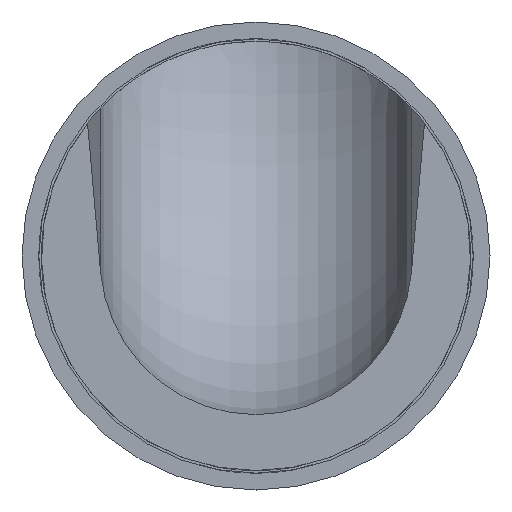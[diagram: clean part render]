
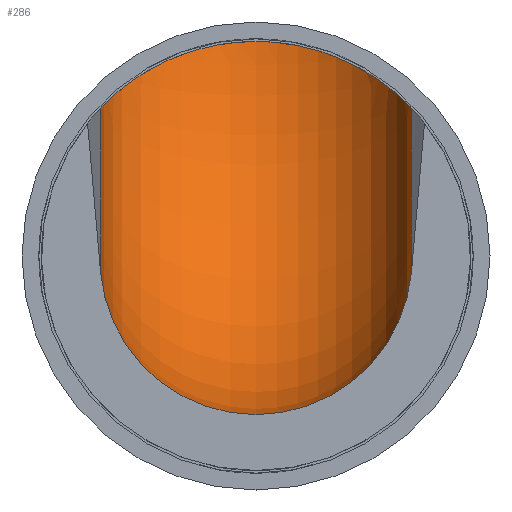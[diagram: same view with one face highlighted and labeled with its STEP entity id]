
A CAD part, front view. The second image highlights one B-rep face of the part: STEP entity #286.
In plain terms, the highlighted toroidal (fillet/blend) face has major radius 0.996 mm and minor radius 0.6 mm.
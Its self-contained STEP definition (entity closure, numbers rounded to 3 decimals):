
#112 = CARTESIAN_POINT ( 'NONE',  ( 0., -25.58, -0.01 ) ) ;
#157 = CIRCLE ( 'NONE', #3641, 0.6 ) ;
#270 = CARTESIAN_POINT ( 'NONE',  ( 0.598, -25.58, 0.986 ) ) ;
#286 = ADVANCED_FACE ( 'Defeature ausgef�hrt2_20', ( #2898 ), #2682, .F. ) ;
#325 = CARTESIAN_POINT ( 'NONE',  ( -0.598, -24.618, 0.569 ) ) ;
#354 = ORIENTED_EDGE ( 'NONE', *, *, #1278, .F. ) ;
#386 = CIRCLE ( 'NONE', #779, 1.048 ) ;
#395 = CARTESIAN_POINT ( 'NONE',  ( 0., -25.58, 0.986 ) ) ;
#477 = B_SPLINE_CURVE_WITH_KNOTS ( 'NONE', 3,
 ( #2445, #3985, #2130, #3701, #586, #3389, #3374, #325 ),
 .UNSPECIFIED., .F., .F.,
 ( 4, 2, 2, 4 ),
 ( 0.001, 0.001, 0.001, 0.002 ),
 .UNSPECIFIED. ) ;
#586 = CARTESIAN_POINT ( 'NONE',  ( -0.372, -24.129, 0.739 ) ) ;
#752 = DIRECTION ( 'NONE',  ( 0., -1., 0. ) ) ;
#779 = AXIS2_PLACEMENT_3D ( 'NONE', #2927, #2352, #1138 ) ;
#872 = CARTESIAN_POINT ( 'NONE',  ( 0.598, -24.618, 0.569 ) ) ;
#1138 = DIRECTION ( 'NONE',  ( 0., 0., -1. ) ) ;
#1155 = DIRECTION ( 'NONE',  ( 0., -1., 0. ) ) ;
#1176 = CARTESIAN_POINT ( 'NONE',  ( 0.524, -24.301, 0.648 ) ) ;
#1181 = EDGE_CURVE ( 'Defeature ausgef�hrt2_20+Defeature ausgef�hrt2_19+Defeature ausgef�hrt2_22+Defeature ausgef�hrt2_21', #2131, #3648, #157, .T. ) ;
#1207 = CARTESIAN_POINT ( 'NONE',  ( 0., -23.992, 0.825 ) ) ;
#1221 = DIRECTION ( 'NONE',  ( 0., 0., -1. ) ) ;
#1278 = EDGE_CURVE ( 'Defeature ausgef�hrt2_22+Defeature ausgef�hrt2_20+Defeature ausgef�hrt2_18+Defeature ausgef�hrt2_2', #1536, #3150, #386, .T. ) ;
#1325 = AXIS2_PLACEMENT_3D ( 'NONE', #270, #3692, #1221 ) ;
#1490 = CARTESIAN_POINT ( 'NONE',  ( 0.165, -24.011, 0.812 ) ) ;
#1536 = VERTEX_POINT ( 'NONE', #2177 ) ;
#1765 = CARTESIAN_POINT ( 'NONE',  ( 0., -25.58, -0.01 ) ) ;
#2130 = CARTESIAN_POINT ( 'NONE',  ( -0.165, -24.011, 0.812 ) ) ;
#2131 = VERTEX_POINT ( 'NONE', #3480 ) ;
#2177 = CARTESIAN_POINT ( 'NONE',  ( -0.598, -25.58, -0.062 ) ) ;
#2201 = ORIENTED_EDGE ( 'NONE', *, *, #1181, .T. ) ;
#2247 = DIRECTION ( 'NONE',  ( 0., 0., -1. ) ) ;
#2292 = DIRECTION ( 'NONE',  ( 0., 0., -1. ) ) ;
#2306 = ORIENTED_EDGE ( 'NONE', *, *, #3456, .T. ) ;
#2352 = DIRECTION ( 'NONE',  ( 1., 0., 0. ) ) ;
#2354 = ORIENTED_EDGE ( 'NONE', *, *, #2420, .T. ) ;
#2393 = DIRECTION ( 'NONE',  ( 0., 0., -1. ) ) ;
#2407 = CARTESIAN_POINT ( 'NONE',  ( 0.31, -24.08, 0.768 ) ) ;
#2420 = EDGE_CURVE ( 'Defeature ausgef�hrt2_20+Defeature ausgef�hrt2_21+Defeature ausgef�hrt2_19+Defeature ausgef�hrt2_2', #3648, #2947, #3042, .T. ) ;
#2445 = CARTESIAN_POINT ( 'NONE',  ( 0., -23.992, 0.825 ) ) ;
#2482 = EDGE_CURVE ( 'Defeature ausgef�hrt2_20+Defeature ausgef�hrt2_2+Defeature ausgef�hrt2_21+Defeature ausgef�hrt2_22', #3783, #3150, #477, .T. ) ;
#2603 = EDGE_LOOP ( 'NONE', ( #2922, #3133, #354, #2306, #2201, #2354 ) ) ;
#2618 = AXIS2_PLACEMENT_3D ( 'NONE', #112, #752, #2292 ) ;
#2682 = TOROIDAL_SURFACE ( 'NONE', #2751, 0.996, 0.6 ) ;
#2725 = CARTESIAN_POINT ( 'NONE',  ( 0.598, -24.618, 0.569 ) ) ;
#2751 = AXIS2_PLACEMENT_3D ( 'NONE', #395, #3461, #2247 ) ;
#2898 = FACE_OUTER_BOUND ( 'NONE', #2603, .T. ) ;
#2922 = ORIENTED_EDGE ( 'NONE', *, *, #3857, .T. ) ;
#2927 = CARTESIAN_POINT ( 'NONE',  ( -0.598, -25.58, 0.986 ) ) ;
#2947 = VERTEX_POINT ( 'NONE', #2725 ) ;
#3030 = CIRCLE ( 'NONE', #2618, 0.6 ) ;
#3042 = CIRCLE ( 'NONE', #1325, 1.048 ) ;
#3133 = ORIENTED_EDGE ( 'NONE', *, *, #2482, .T. ) ;
#3150 = VERTEX_POINT ( 'NONE', #3196 ) ;
#3196 = CARTESIAN_POINT ( 'NONE',  ( -0.598, -24.618, 0.569 ) ) ;
#3372 = CARTESIAN_POINT ( 'NONE',  ( 0.372, -24.128, 0.739 ) ) ;
#3374 = CARTESIAN_POINT ( 'NONE',  ( -0.585, -24.453, 0.582 ) ) ;
#3389 = CARTESIAN_POINT ( 'NONE',  ( -0.524, -24.301, 0.648 ) ) ;
#3456 = EDGE_CURVE ( 'Defeature ausgef�hrt2_20+Defeature ausgef�hrt2_19+Defeature ausgef�hrt2_22+Defeature ausgef�hrt2_21', #1536, #2131, #3030, .T. ) ;
#3461 = DIRECTION ( 'NONE',  ( 1., 0., 0. ) ) ;
#3480 = CARTESIAN_POINT ( 'NONE',  ( 0., -25.58, -0.61 ) ) ;
#3616 = CARTESIAN_POINT ( 'NONE',  ( 0., -23.992, 0.825 ) ) ;
#3641 = AXIS2_PLACEMENT_3D ( 'NONE', #1765, #1155, #2393 ) ;
#3648 = VERTEX_POINT ( 'NONE', #3920 ) ;
#3655 = CARTESIAN_POINT ( 'NONE',  ( 0.083, -23.992, 0.825 ) ) ;
#3692 = DIRECTION ( 'NONE',  ( 1., 0., 0. ) ) ;
#3701 = CARTESIAN_POINT ( 'NONE',  ( -0.31, -24.08, 0.768 ) ) ;
#3783 = VERTEX_POINT ( 'NONE', #3616 ) ;
#3840 = B_SPLINE_CURVE_WITH_KNOTS ( 'NONE', 3,
 ( #872, #3974, #1176, #3372, #2407, #1490, #3655, #1207 ),
 .UNSPECIFIED., .F., .F.,
 ( 4, 2, 2, 4 ),
 ( 0., 0., 0.001, 0.001 ),
 .UNSPECIFIED. ) ;
#3857 = EDGE_CURVE ( 'Defeature ausgef�hrt2_20+Defeature ausgef�hrt2_2+Defeature ausgef�hrt2_21+Defeature ausgef�hrt2_22', #2947, #3783, #3840, .T. ) ;
#3920 = CARTESIAN_POINT ( 'NONE',  ( 0.598, -25.58, -0.062 ) ) ;
#3974 = CARTESIAN_POINT ( 'NONE',  ( 0.585, -24.452, 0.582 ) ) ;
#3985 = CARTESIAN_POINT ( 'NONE',  ( -0.082, -23.992, 0.825 ) ) ;
